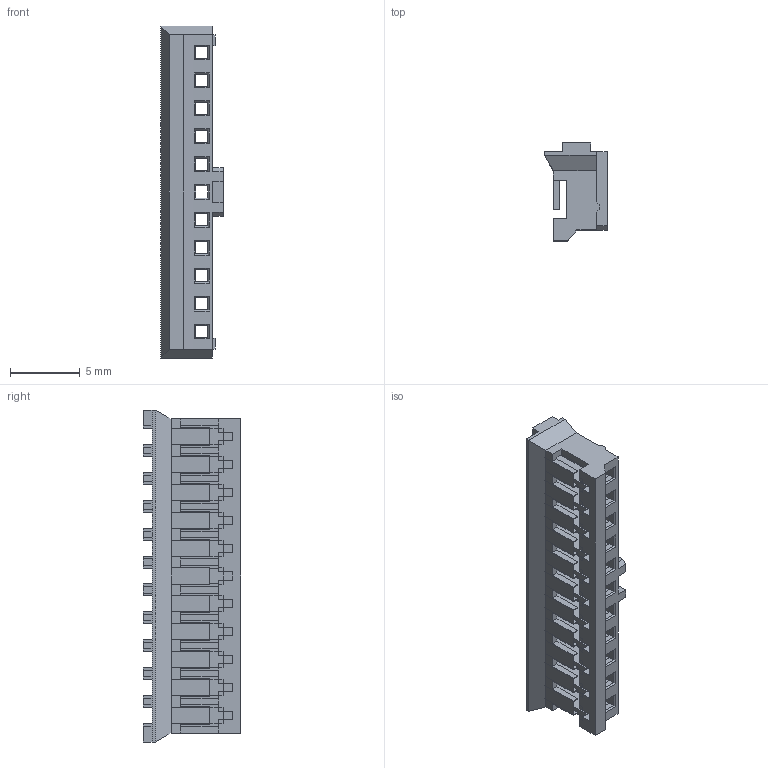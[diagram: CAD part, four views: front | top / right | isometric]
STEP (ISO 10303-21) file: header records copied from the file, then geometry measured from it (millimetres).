
FILE_DESCRIPTION((' '),'2;1');
FILE_NAME( 'PHR-11.stp', '2022-09-02T12:22:13', (' '), ('--- Datakit www.datakit.com---'), ' Datakit CrossCadWare V2022.3 Jun 15 2022', 'DATAKIT 2022 (c)', ' ');
FILE_SCHEMA(('AP242_MANAGED_MODEL_BASED_3D_ENGINEERING_MIM_LF { 1 0 10303 442 1 1 4 }'));
Length unit declared in the file: millimetre
Products named in the file (1): PHR-11
Bounding box: 4.5 x 7 x 23.8 mm (x, y, z)
Volume: 193.9 mm3; surface area: 1006.4 mm2
Topology: 1 solids, 1 shells, 480 faces, 1452 edges, 952 vertices
Faces by surface type: plane 480
Entity records: 16468 total; most frequent: ORIENTED_EDGE 2904, CARTESIAN_POINT 2885, DIRECTION 2414, VECTOR 1452, LINE 1452, EDGE_CURVE 1452, VERTEX_POINT 952, EDGE_LOOP 502
